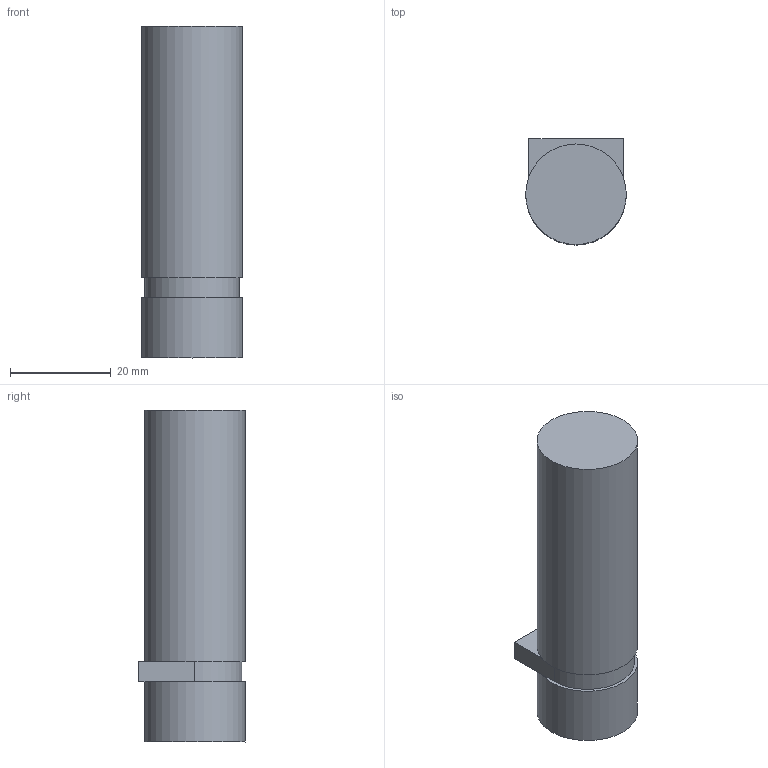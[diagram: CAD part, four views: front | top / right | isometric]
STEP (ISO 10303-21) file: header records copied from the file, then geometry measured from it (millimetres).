
FILE_DESCRIPTION(/* description */ (''),/* implementation_level */ '2;1');
FILE_NAME(/* name */ 'SP13 Template.step',/* time_stamp */ '2024-03-05T19:22:13+10:00',/* author */ (''),/* organization */ (''),/* preprocessor_version */ 'ST-DEVELOPER v20',/* originating_system */ 'Autodesk Translation Framework v12.20.1.177',/* authorisation */ '');
FILE_SCHEMA (('AUTOMOTIVE_DESIGN { 1 0 10303 214 3 1 1 }'));
Length unit declared in the file: millimetre
Products named in the file (3): SP13 Template; TOP_EXCLUSION; BOTTON_EXCLUSION
Assembly tree (2 placements, depth 2):
  SP13 Template
    TOP_EXCLUSION
    BOTTON_EXCLUSION
Bounding box: 20 x 21.11 x 66 mm (x, y, z)
Volume: 20340.6 mm3; surface area: 6027.1 mm2
Topology: 3 solids, 3 shells, 16 faces, 30 edges, 20 vertices
Faces by surface type: plane 11, cylinder 5
Full cylindrical faces by diameter (mm): 20 x2
Entity records: 517 total; most frequent: DIRECTION 84, CARTESIAN_POINT 72, ORIENTED_EDGE 60, AXIS2_PLACEMENT_3D 32, EDGE_CURVE 30, LINE 20, VECTOR 20, VERTEX_POINT 20
